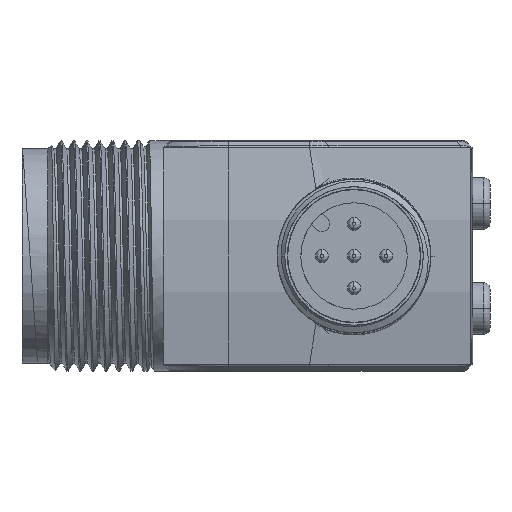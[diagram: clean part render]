
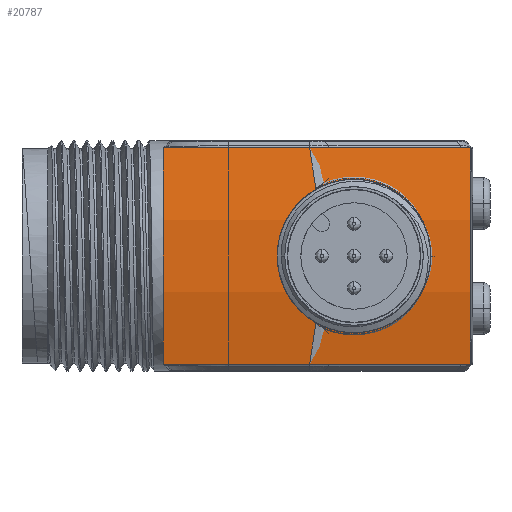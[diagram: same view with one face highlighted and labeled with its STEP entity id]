
A CAD part, front view. The second image highlights one B-rep face of the part: STEP entity #20787.
In plain terms, the highlighted cylindrical face has radius 38.1 mm (diameter 76.2 mm), a partial arc.
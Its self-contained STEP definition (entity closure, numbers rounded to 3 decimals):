
#20746=CARTESIAN_POINT('',(0.,20.74,0.));
#20747=DIRECTION('',(-1.,0.,0.));
#20748=DIRECTION('',(0.,-0.975,-0.222));
#20749=AXIS2_PLACEMENT_3D('',#20746,#20747,#20748);
#20751=DIRECTION('',(1.,0.,0.));
#20752=VECTOR('',#20751,23.957);
#20753=CARTESIAN_POINT('',(0.,-16.411,8.449));
#20754=LINE('',#20753,#20752);
#20755=CARTESIAN_POINT('',(23.957,20.74,0.));
#20756=DIRECTION('',(1.,0.,0.));
#20757=DIRECTION('',(0.,-0.975,0.222));
#20758=AXIS2_PLACEMENT_3D('',#20755,#20756,#20757);
#20760=DIRECTION('',(-1.,0.,0.));
#20761=VECTOR('',#20760,23.957);
#20762=CARTESIAN_POINT('',(23.957,-16.411,
-8.449));
#20763=LINE('',#20762,#20761);
#20764=CARTESIAN_POINT('',(0.,-16.411,-8.449));
#20765=CARTESIAN_POINT('',(0.,-16.411,8.449));
#20766=VERTEX_POINT('',#20764);
#20767=VERTEX_POINT('',#20765);
#20768=CARTESIAN_POINT('',(23.957,-16.411,
-8.449));
#20769=CARTESIAN_POINT('',(23.957,-16.411,
8.449));
#20770=VERTEX_POINT('',#20768);
#20771=VERTEX_POINT('',#20769);
#20772=CARTESIAN_POINT('',(0.,20.74,0.));
#20773=DIRECTION('',(-1.,0.,0.));
#20774=DIRECTION('',(0.,0.,1.));
#20775=AXIS2_PLACEMENT_3D('',#20772,#20773,#20774);
#20776=CYLINDRICAL_SURFACE('',#20775,38.1);
#20778=ORIENTED_EDGE('',*,*,#20777,.T.);
#20780=ORIENTED_EDGE('',*,*,#20779,.T.);
#20782=ORIENTED_EDGE('',*,*,#20781,.T.);
#20784=ORIENTED_EDGE('',*,*,#20783,.T.);
#20785=EDGE_LOOP('',(#20778,#20780,#20782,#20784));
#20786=FACE_OUTER_BOUND('',#20785,.F.);
#20787=ADVANCED_FACE('',(#20786),#20776,.T.);
#20750=CIRCLE('',#20749,38.1);
#20759=CIRCLE('',#20758,38.1);
#20777=EDGE_CURVE('',#20766,#20767,#20750,.T.);
#20779=EDGE_CURVE('',#20767,#20771,#20754,.T.);
#20781=EDGE_CURVE('',#20771,#20770,#20759,.T.);
#20783=EDGE_CURVE('',#20770,#20766,#20763,.T.);
